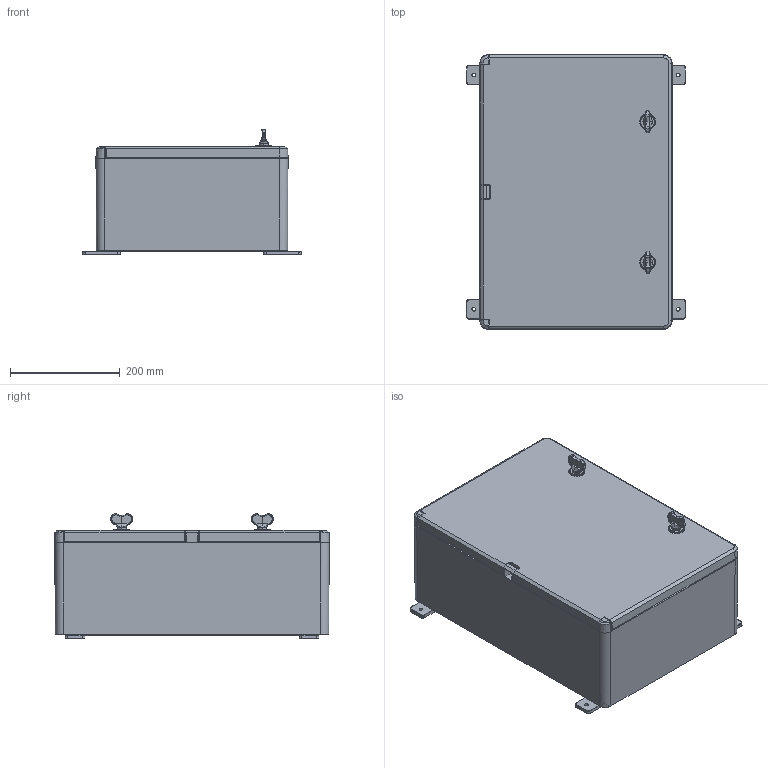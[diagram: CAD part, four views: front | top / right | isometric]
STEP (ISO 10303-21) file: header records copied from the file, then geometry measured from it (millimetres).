
FILE_DESCRIPTION (( 'STEP AP214' ), '1' );
FILE_NAME ('MKP92-N-503519-65 ÙÌÏï-ÓÕË1-IP65 IEK.STEP', '2024-03-11T11:51:17', ( '' ), ( '' ), 'SwSTEP 2.0', 'SolidWorks 2022', '' );
FILE_SCHEMA (( 'AUTOMOTIVE_DESIGN' ));
Length unit declared in the file: millimetre
Products named in the file (10): anahtar-7; MKP92-N-503519-65 ЩМПп-УХЛ1-IP65 IEK; 350x500x190.sldasm-Part-2-1; 350x500x190.sldasm-Part-1-1; kilit-7; ayak-5; kilit-aparat-7; 350x500-1; anahtar-7_2
Assembly tree (15 placements, depth 3):
  MKP92-N-503519-65 ЩМПп-УХЛ1-IP65 IEK
    350x500x190.sldasm-Part-1-1
    350x500x190.sldasm-Part-2-1
    350x500-1
    anahtar-7  x2
      anahtar-7_2
      anahtar-7
    kilit-7  x2
    kilit-aparat-7  x2
    ayak-5  x4
Bounding box: 398.75 x 500 x 227.1 mm (x, y, z)
Volume: 2736887.5 mm3; surface area: 1962387.8 mm2
Topology: 15 solids, 15 shells, 2118 faces, 5470 edges, 3480 vertices
Faces by surface type: plane 1021, bspline 431, cylinder 335, cone 331
Entity records: 72328 total; most frequent: CARTESIAN_POINT 36638, ORIENTED_EDGE 8294, DIRECTION 5909, EDGE_CURVE 4147, VERTEX_POINT 2642, VECTOR 2101, LINE 2101, AXIS2_PLACEMENT_3D 1904
